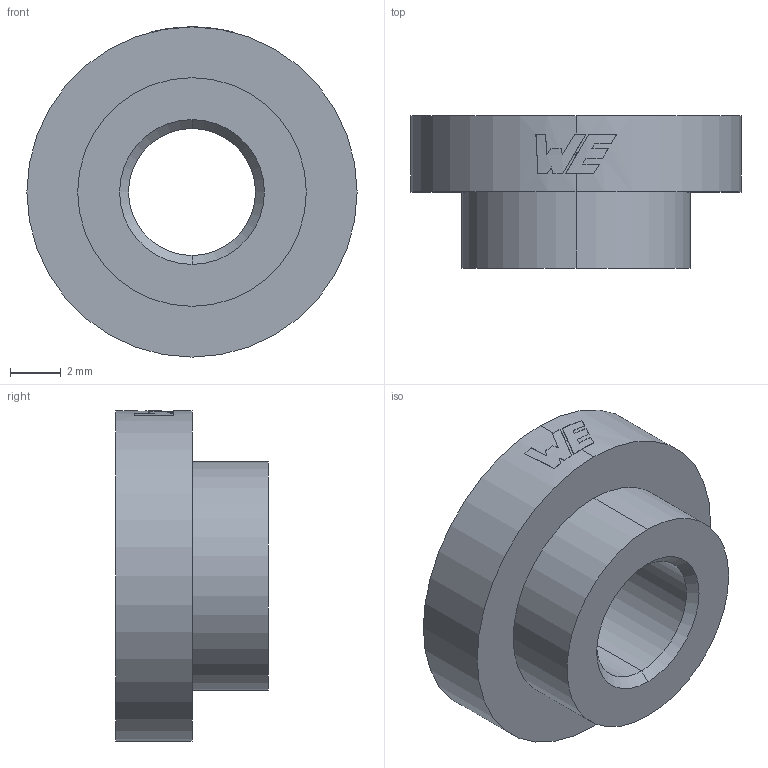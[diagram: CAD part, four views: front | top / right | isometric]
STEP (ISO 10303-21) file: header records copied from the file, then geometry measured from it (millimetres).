
FILE_DESCRIPTION (( 'STEP AP203' ), '1' );
FILE_NAME ('LF995006-B01.STEP', '2021-09-10T13:32:09', ( '' ), ( '' ), 'SwSTEP 2.0', 'SolidWorks 2018', '' );
FILE_SCHEMA (( 'CONFIG_CONTROL_DESIGN' ));
Length unit declared in the file: millimetre
Products named in the file (1): LF995006-B01
Bounding box: 13 x 6 x 13 mm (x, y, z)
Volume: 469.2 mm3; surface area: 521.8 mm2
Topology: 1 solids, 1 shells, 40 faces, 107 edges, 70 vertices
Faces by surface type: plane 14, bspline 14, cylinder 8, cone 4
Entity records: 1423 total; most frequent: CARTESIAN_POINT 453, ORIENTED_EDGE 214, DIRECTION 146, EDGE_CURVE 107, VERTEX_POINT 70, AXIS2_PLACEMENT_3D 67, B_SPLINE_CURVE_WITH_KNOTS 55, EDGE_LOOP 43
